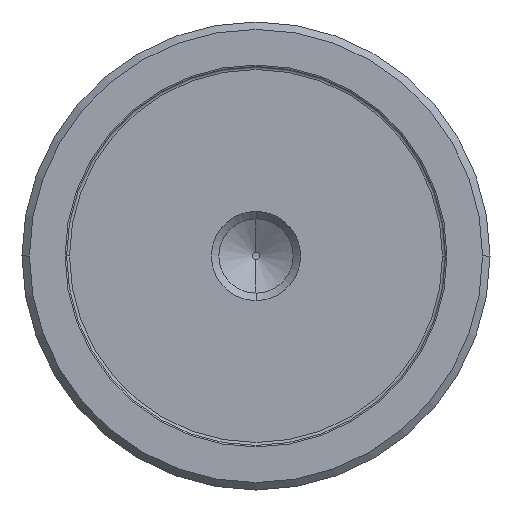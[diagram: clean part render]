
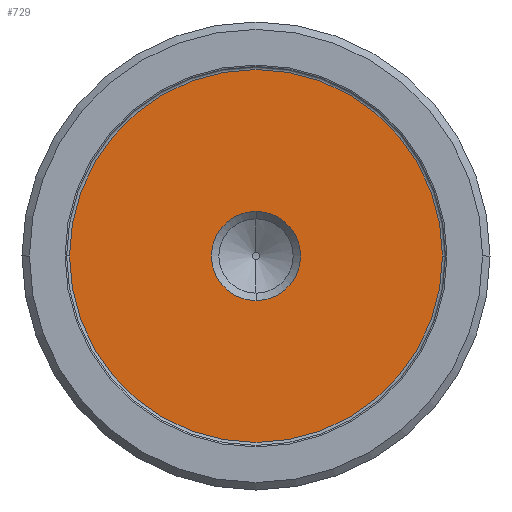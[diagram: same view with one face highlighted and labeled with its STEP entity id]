
A CAD part, front view. The second image highlights one B-rep face of the part: STEP entity #729.
In plain terms, the highlighted planar face has unit normal (0, -1, 0).
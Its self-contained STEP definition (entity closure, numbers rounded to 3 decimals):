
#48 = CARTESIAN_POINT ( 'NONE',  ( 0., 0.5, 0. ) ) ;
#233 = VERTEX_POINT ( 'NONE', #289 ) ;
#289 = CARTESIAN_POINT ( 'NONE',  ( 0., 0.5, 3. ) ) ;
#433 = CARTESIAN_POINT ( 'NONE',  ( 0., 0.5, 0. ) ) ;
#631 = EDGE_CURVE ( 'NONE', #736, #2524, #3632, .T. ) ;
#679 = DIRECTION ( 'NONE',  ( 0., -1., 0. ) ) ;
#717 = DIRECTION ( 'NONE',  ( 1., 0., 0. ) ) ;
#729 = ADVANCED_FACE ( 'NONE', ( #1100, #2615 ), #2953, .T. ) ;
#736 = VERTEX_POINT ( 'NONE', #1691 ) ;
#763 = DIRECTION ( 'NONE',  ( 0., 1., 0. ) ) ;
#768 = CARTESIAN_POINT ( 'NONE',  ( -12.55, 0.5, 0. ) ) ;
#951 = CIRCLE ( 'NONE', #1554, 3. ) ;
#1038 = DIRECTION ( 'NONE',  ( 1., 0., 0. ) ) ;
#1100 = FACE_BOUND ( 'NONE', #3817, .T. ) ;
#1554 = AXIS2_PLACEMENT_3D ( 'NONE', #433, #763, #2638 ) ;
#1622 = CIRCLE ( 'NONE', #2488, 12.55 ) ;
#1689 = CARTESIAN_POINT ( 'NONE',  ( 0., 0.5, -3. ) ) ;
#1691 = CARTESIAN_POINT ( 'NONE',  ( 12.55, 0.5, 0. ) ) ;
#1711 = DIRECTION ( 'NONE',  ( 0., -1., 0. ) ) ;
#1805 = AXIS2_PLACEMENT_3D ( 'NONE', #3940, #679, #1038 ) ;
#1819 = DIRECTION ( 'NONE',  ( 0., 1., 0. ) ) ;
#1980 = CARTESIAN_POINT ( 'NONE',  ( 0., 0.5, 0. ) ) ;
#2171 = EDGE_CURVE ( 'NONE', #2524, #736, #1622, .T. ) ;
#2194 = ORIENTED_EDGE ( 'NONE', *, *, #3158, .T. ) ;
#2234 = EDGE_LOOP ( 'NONE', ( #2351, #2418 ) ) ;
#2316 = DIRECTION ( 'NONE',  ( 0., -1., 0. ) ) ;
#2351 = ORIENTED_EDGE ( 'NONE', *, *, #631, .T. ) ;
#2418 = ORIENTED_EDGE ( 'NONE', *, *, #2171, .T. ) ;
#2481 = AXIS2_PLACEMENT_3D ( 'NONE', #1980, #1711, #3574 ) ;
#2488 = AXIS2_PLACEMENT_3D ( 'NONE', #48, #2316, #717 ) ;
#2524 = VERTEX_POINT ( 'NONE', #768 ) ;
#2615 = FACE_OUTER_BOUND ( 'NONE', #2234, .T. ) ;
#2638 = DIRECTION ( 'NONE',  ( 1., 0., 0. ) ) ;
#2787 = DIRECTION ( 'NONE',  ( 1., 0., 0. ) ) ;
#2809 = CARTESIAN_POINT ( 'NONE',  ( 0., 0.5, 0. ) ) ;
#2953 = PLANE ( 'NONE',  #2481 ) ;
#3158 = EDGE_CURVE ( 'NONE', #233, #3530, #951, .T. ) ;
#3246 = AXIS2_PLACEMENT_3D ( 'NONE', #2809, #1819, #2787 ) ;
#3382 = CIRCLE ( 'NONE', #3246, 3. ) ;
#3415 = EDGE_CURVE ( 'NONE', #3530, #233, #3382, .T. ) ;
#3530 = VERTEX_POINT ( 'NONE', #1689 ) ;
#3574 = DIRECTION ( 'NONE',  ( 1., 0., 0. ) ) ;
#3632 = CIRCLE ( 'NONE', #1805, 12.55 ) ;
#3817 = EDGE_LOOP ( 'NONE', ( #3996, #2194 ) ) ;
#3940 = CARTESIAN_POINT ( 'NONE',  ( 0., 0.5, 0. ) ) ;
#3996 = ORIENTED_EDGE ( 'NONE', *, *, #3415, .T. ) ;
